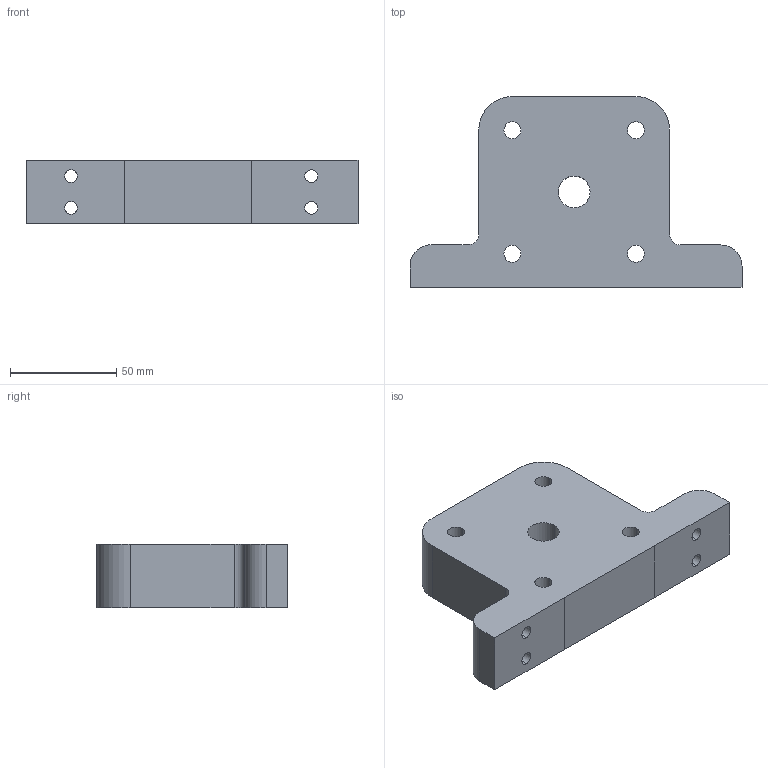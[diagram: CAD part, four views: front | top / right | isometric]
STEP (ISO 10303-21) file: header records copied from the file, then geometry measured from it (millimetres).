
FILE_DESCRIPTION (( 'STEP AP203' ), '1' );
FILE_NAME ('Part10_Varsayilan_sldprt.STEP', '2018-10-12T15:51:44', ( '' ), ( '' ), 'SwSTEP 2.0', 'SolidWorks 2017', '' );
FILE_SCHEMA (( 'CONFIG_CONTROL_DESIGN' ));
Length unit declared in the file: millimetre
Products named in the file (1): Part10_Varsayilan_sldprt
Bounding box: 156.55 x 90 x 30 mm (x, y, z)
Volume: 264995.2 mm3; surface area: 37526.5 mm2
Topology: 1 solids, 1 shells, 37 faces, 105 edges, 70 vertices
Faces by surface type: cylinder 25, plane 12
Entity records: 1342 total; most frequent: DIRECTION 231, CARTESIAN_POINT 213, ORIENTED_EDGE 210, EDGE_CURVE 105, AXIS2_PLACEMENT_3D 88, VERTEX_POINT 70, EDGE_LOOP 55, VECTOR 55
